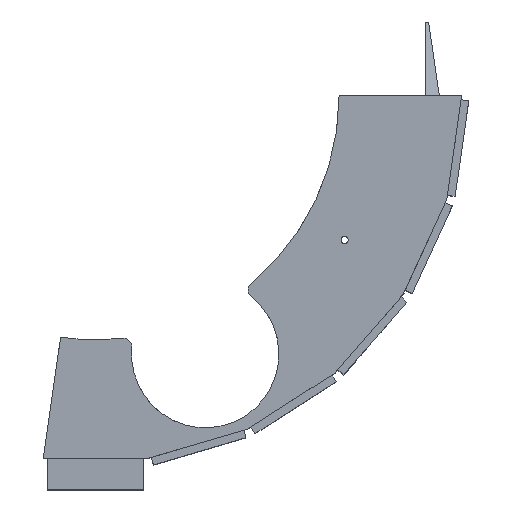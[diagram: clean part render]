
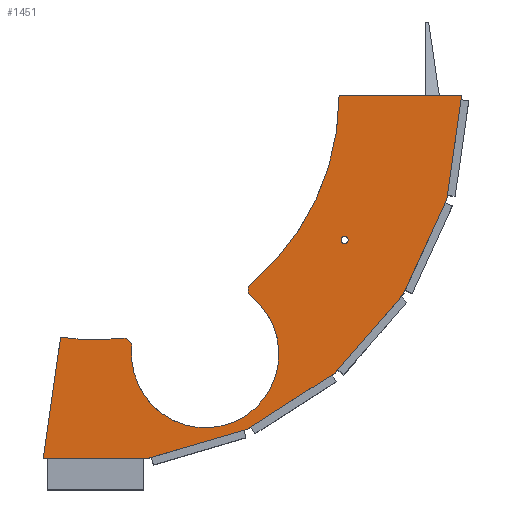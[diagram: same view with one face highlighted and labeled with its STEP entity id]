
A CAD part, top view. The second image highlights one B-rep face of the part: STEP entity #1451.
In plain terms, the highlighted planar face has unit normal (0, 0, 1).
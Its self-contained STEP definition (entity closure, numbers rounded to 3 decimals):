
#38=FACE_BOUND('',#185,.T.);
#49=PLANE('',#1551);
#109=FACE_OUTER_BOUND('',#184,.T.);
#184=EDGE_LOOP('',(#1028,#1029,#1030,#1031,#1032,#1033,#1034,#1035,#1036,
#1037,#1038,#1039,#1040));
#185=EDGE_LOOP('',(#1041));
#279=LINE('',#2140,#447);
#280=LINE('',#2142,#448);
#281=LINE('',#2144,#449);
#282=LINE('',#2146,#450);
#283=LINE('',#2148,#451);
#284=LINE('',#2150,#452);
#285=LINE('',#2152,#453);
#286=LINE('',#2154,#454);
#447=VECTOR('',#1715,10.);
#448=VECTOR('',#1716,10.);
#449=VECTOR('',#1717,10.);
#450=VECTOR('',#1718,10.);
#451=VECTOR('',#1719,10.);
#452=VECTOR('',#1720,10.);
#453=VECTOR('',#1721,10.);
#454=VECTOR('',#1722,10.);
#598=CIRCLE('',#1535,3.5);
#602=CIRCLE('',#1541,30.);
#606=CIRCLE('',#1546,3.5);
#610=CIRCLE('',#1552,99.3);
#611=CIRCLE('',#1553,99.3);
#612=CIRCLE('',#1554,1.45);
#629=VERTEX_POINT('',#2078);
#630=VERTEX_POINT('',#2079);
#639=VERTEX_POINT('',#2101);
#645=VERTEX_POINT('',#2115);
#654=VERTEX_POINT('',#2137);
#655=VERTEX_POINT('',#2139);
#656=VERTEX_POINT('',#2141);
#657=VERTEX_POINT('',#2143);
#658=VERTEX_POINT('',#2145);
#659=VERTEX_POINT('',#2147);
#660=VERTEX_POINT('',#2149);
#661=VERTEX_POINT('',#2151);
#662=VERTEX_POINT('',#2153);
#663=VERTEX_POINT('',#2156);
#774=EDGE_CURVE('',#629,#630,#598,.T.);
#785=EDGE_CURVE('',#639,#630,#602,.T.);
#792=EDGE_CURVE('',#639,#645,#606,.T.);
#803=EDGE_CURVE('',#629,#654,#610,.T.);
#804=EDGE_CURVE('',#654,#655,#279,.T.);
#805=EDGE_CURVE('',#655,#656,#280,.T.);
#806=EDGE_CURVE('',#656,#657,#281,.T.);
#807=EDGE_CURVE('',#657,#658,#282,.T.);
#808=EDGE_CURVE('',#658,#659,#283,.T.);
#809=EDGE_CURVE('',#659,#660,#284,.T.);
#810=EDGE_CURVE('',#660,#661,#285,.T.);
#811=EDGE_CURVE('',#662,#661,#286,.T.);
#812=EDGE_CURVE('',#662,#645,#611,.T.);
#813=EDGE_CURVE('',#663,#663,#612,.T.);
#1028=ORIENTED_EDGE('',*,*,#774,.F.);
#1029=ORIENTED_EDGE('',*,*,#803,.T.);
#1030=ORIENTED_EDGE('',*,*,#804,.T.);
#1031=ORIENTED_EDGE('',*,*,#805,.T.);
#1032=ORIENTED_EDGE('',*,*,#806,.T.);
#1033=ORIENTED_EDGE('',*,*,#807,.T.);
#1034=ORIENTED_EDGE('',*,*,#808,.T.);
#1035=ORIENTED_EDGE('',*,*,#809,.T.);
#1036=ORIENTED_EDGE('',*,*,#810,.T.);
#1037=ORIENTED_EDGE('',*,*,#811,.F.);
#1038=ORIENTED_EDGE('',*,*,#812,.T.);
#1039=ORIENTED_EDGE('',*,*,#792,.F.);
#1040=ORIENTED_EDGE('',*,*,#785,.T.);
#1041=ORIENTED_EDGE('',*,*,#813,.T.);
#1451=ADVANCED_FACE('',(#109,#38),#49,.T.);
#1535=AXIS2_PLACEMENT_3D('',#2080,#1662,#1663);
#1541=AXIS2_PLACEMENT_3D('',#2102,#1681,#1682);
#1546=AXIS2_PLACEMENT_3D('',#2116,#1694,#1695);
#1551=AXIS2_PLACEMENT_3D('',#2136,#1711,#1712);
#1552=AXIS2_PLACEMENT_3D('',#2138,#1713,#1714);
#1553=AXIS2_PLACEMENT_3D('',#2155,#1723,#1724);
#1554=AXIS2_PLACEMENT_3D('',#2157,#1725,#1726);
#1662=DIRECTION('center_axis',(0.,0.,-1.));
#1663=DIRECTION('ref_axis',(0.699,0.715,0.));
#1681=DIRECTION('center_axis',(0.,0.,-1.));
#1682=DIRECTION('ref_axis',(1.,0.,0.));
#1694=DIRECTION('center_axis',(0.,0.,-1.));
#1695=DIRECTION('ref_axis',(-1.,-0.009,0.));
#1711=DIRECTION('center_axis',(0.,0.,1.));
#1712=DIRECTION('ref_axis',(1.,0.,0.));
#1713=DIRECTION('center_axis',(0.,0.,-1.));
#1714=DIRECTION('ref_axis',(-1.,0.,0.));
#1715=DIRECTION('',(-0.142,-0.99,0.));
#1716=DIRECTION('',(1.,0.,0.));
#1717=DIRECTION('',(0.959,0.282,0.));
#1718=DIRECTION('',(0.841,0.541,0.));
#1719=DIRECTION('',(0.655,0.756,0.));
#1720=DIRECTION('',(0.415,0.91,0.));
#1721=DIRECTION('',(0.142,0.99,0.));
#1722=DIRECTION('',(1.,0.,0.));
#1723=DIRECTION('center_axis',(0.,0.,-1.));
#1724=DIRECTION('ref_axis',(-1.,0.,0.));
#1725=DIRECTION('center_axis',(0.,0.,-1.));
#1726=DIRECTION('ref_axis',(1.,0.,0.));
#2078=CARTESIAN_POINT('',(11.024,-98.686,69.8));
#2079=CARTESIAN_POINT('',(14.899,-102.478,69.8));
#2080=CARTESIAN_POINT('Origin',(11.413,-102.165,69.8));
#2101=CARTESIAN_POINT('',(63.55,-81.762,69.8));
#2102=CARTESIAN_POINT('Origin',(44.778,-105.164,69.8));
#2115=CARTESIAN_POINT('',(63.502,-76.341,69.8));
#2116=CARTESIAN_POINT('Origin',(65.74,-79.032,69.8));
#2136=CARTESIAN_POINT('Origin',(0.,76.259,69.8));
#2137=CARTESIAN_POINT('',(-14.132,-98.289,69.8));
#2138=CARTESIAN_POINT('Origin',(0.,0.,69.8));
#2139=CARTESIAN_POINT('',(-21.233,-147.681,69.8));
#2140=CARTESIAN_POINT('',(-0.277,-1.926,69.8));
#2141=CARTESIAN_POINT('',(21.233,-147.681,69.8));
#2142=CARTESIAN_POINT('',(-21.233,-147.681,69.8));
#2143=CARTESIAN_POINT('',(61.98,-135.717,69.8));
#2144=CARTESIAN_POINT('',(61.98,-135.717,69.8));
#2145=CARTESIAN_POINT('',(97.705,-112.758,69.8));
#2146=CARTESIAN_POINT('',(97.705,-112.758,69.8));
#2147=CARTESIAN_POINT('',(125.515,-80.664,69.8));
#2148=CARTESIAN_POINT('',(125.515,-80.664,69.8));
#2149=CARTESIAN_POINT('',(143.156,-42.034,69.8));
#2150=CARTESIAN_POINT('',(143.156,-42.034,69.8));
#2151=CARTESIAN_POINT('',(149.2,0.,69.8));
#2152=CARTESIAN_POINT('',(149.2,0.,69.8));
#2153=CARTESIAN_POINT('',(99.3,0.,69.8));
#2154=CARTESIAN_POINT('',(0.,0.,69.8));
#2155=CARTESIAN_POINT('Origin',(0.,0.,69.8));
#2156=CARTESIAN_POINT('',(100.086,-58.681,69.8));
#2157=CARTESIAN_POINT('Origin',(101.536,-58.681,69.8));
